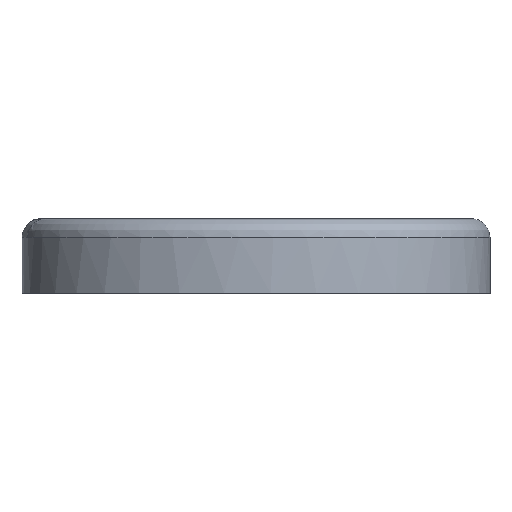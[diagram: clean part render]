
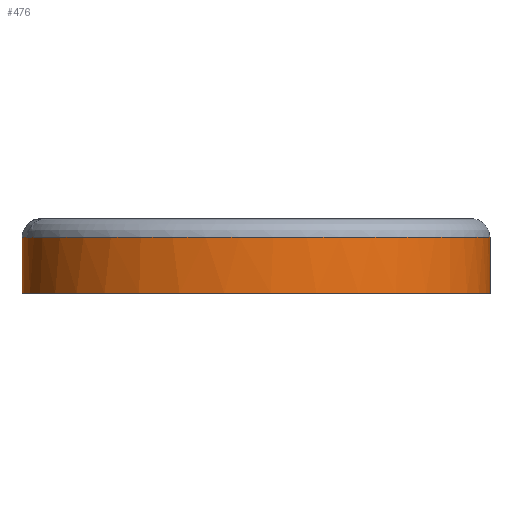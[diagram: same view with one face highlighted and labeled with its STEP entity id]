
A CAD part, front view. The second image highlights one B-rep face of the part: STEP entity #476.
In plain terms, the highlighted free-form (B-spline) face has degree [3, 1] with [4, 2] control points.
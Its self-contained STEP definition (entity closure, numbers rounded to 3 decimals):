
#15 = CARTESIAN_POINT ( 'NONE',  ( -11.224, -4.414, 3. ) ) ;
#21 = CARTESIAN_POINT ( 'NONE',  ( 12.143, -2.396, 3. ) ) ;
#28 = CARTESIAN_POINT ( 'NONE',  ( 10.733, -5.166, 3. ) ) ;
#33 = ORIENTED_EDGE ( 'NONE', *, *, #52, .T. ) ;
#35 = CARTESIAN_POINT ( 'NONE',  ( -10.411, -5.543, 3. ) ) ;
#44 = B_SPLINE_CURVE_WITH_KNOTS ( 'NONE', 3,
 ( #760, #479, #1137, #867, #666, #1150 ),
 .UNSPECIFIED., .F., .F.,
 ( 4, 2, 4 ),
 ( 0.034, 0.035, 0.036 ),
 .UNSPECIFIED. ) ;
#52 = EDGE_CURVE ( 'NONE', #791, #103, #533, .T. ) ;
#67 = EDGE_CURVE ( 'NONE', #422, #885, #44, .T. ) ;
#73 = CARTESIAN_POINT ( 'NONE',  ( -12.5, -20., 3. ) ) ;
#88 = CARTESIAN_POINT ( 'NONE',  ( 12.5, -20., 0. ) ) ;
#103 = VERTEX_POINT ( 'NONE', #755 ) ;
#108 = CARTESIAN_POINT ( 'NONE',  ( -2.349, -9.837, 3. ) ) ;
#123 = EDGE_CURVE ( 'NONE', #321, #103, #656, .T. ) ;
#132 = CARTESIAN_POINT ( 'NONE',  ( 12.035, -2.724, 3. ) ) ;
#166 = DIRECTION ( 'NONE',  ( 0., 0., -1. ) ) ;
#183 = CARTESIAN_POINT ( 'NONE',  ( -12.193, -2.201, 3. ) ) ;
#184 = ORIENTED_EDGE ( 'NONE', *, *, #1202, .T. ) ;
#188 = DIRECTION ( 'NONE',  ( 0., 0., -1. ) ) ;
#202 = ORIENTED_EDGE ( 'NONE', *, *, #1072, .T. ) ;
#204 = CARTESIAN_POINT ( 'NONE',  ( 9.316, -6.696, 3. ) ) ;
#214 = CARTESIAN_POINT ( 'NONE',  ( 11.777, -3.369, 3. ) ) ;
#222 = CARTESIAN_POINT ( 'NONE',  ( -5.678, -8.927, 3. ) ) ;
#272 = CARTESIAN_POINT ( 'NONE',  ( -12.5, 0., 3. ) ) ;
#287 = CARTESIAN_POINT ( 'NONE',  ( 2.47, -9.819, 3. ) ) ;
#306 = CARTESIAN_POINT ( 'NONE',  ( -9.215, -6.785, 3. ) ) ;
#315 = CARTESIAN_POINT ( 'NONE',  ( -1.668, -9.926, 3. ) ) ;
#321 = VERTEX_POINT ( 'NONE', #668 ) ;
#336 = B_SPLINE_CURVE_WITH_KNOTS ( 'NONE', 3,
 ( #588, #509, #607, #899, #410, #21, #132, #214, #491, #523, #28, #913, #204, #993, #880, #424, #393, #516, #417, #803, #1079, #287, #1160, #785, #598, #315, #108, #501, #710, #222, #890, #1170, #906, #306, #704, #35, #811, #979, #15, #1149, #1172, #183 ),
 .UNSPECIFIED., .F., .F.,
 ( 4, 2, 2, 2, 2, 2, 2, 2, 2, 2, 2, 2, 2, 2, 2, 2, 2, 2, 2, 2, 4 ),
 ( 0., 0.001, 0.002, 0.003, 0.004, 0.006, 0.008, 0.01, 0.013, 0.014, 0.015, 0.017, 0.019, 0.021, 0.023, 0.025, 0.027, 0.029, 0.03, 0.031, 0.034 ),
 .UNSPECIFIED. ) ;
#344 = CARTESIAN_POINT ( 'NONE',  ( 12.5, 0., 3. ) ) ;
#348 = CARTESIAN_POINT ( 'NONE',  ( -12.5, 0., 3. ) ) ;
#393 = CARTESIAN_POINT ( 'NONE',  ( 5.796, -8.878, 3. ) ) ;
#410 = CARTESIAN_POINT ( 'NONE',  ( 12.319, -1.729, 3. ) ) ;
#417 = CARTESIAN_POINT ( 'NONE',  ( 4.486, -9.338, 3. ) ) ;
#422 = VERTEX_POINT ( 'NONE', #452 ) ;
#424 = CARTESIAN_POINT ( 'NONE',  ( 6.427, -8.597, 3. ) ) ;
#452 = CARTESIAN_POINT ( 'NONE',  ( -12.193, -2.201, 3. ) ) ;
#453 = CARTESIAN_POINT ( 'NONE',  ( -12.5, 0., 0. ) ) ;
#464 = VECTOR ( 'NONE', #188, 1000. ) ;
#465 = CARTESIAN_POINT ( 'NONE',  ( -12.5, 0., 4. ) ) ;
#476 = ADVANCED_FACE ( 'NONE', ( #942 ), #788, .F. ) ;
#479 = CARTESIAN_POINT ( 'NONE',  ( -12.294, -1.843, 3. ) ) ;
#491 = CARTESIAN_POINT ( 'NONE',  ( 11.627, -3.687, 3. ) ) ;
#501 = CARTESIAN_POINT ( 'NONE',  ( -3.697, -9.569, 3. ) ) ;
#509 = CARTESIAN_POINT ( 'NONE',  ( 12.5, -0.35, 3. ) ) ;
#516 = CARTESIAN_POINT ( 'NONE',  ( 4.819, -9.232, 3. ) ) ;
#523 = CARTESIAN_POINT ( 'NONE',  ( 11.13, -4.6, 3. ) ) ;
#533 =( BOUNDED_CURVE ( )  B_SPLINE_CURVE ( 3, ( #956, #848, #88, #852 ),
 .UNSPECIFIED., .F., .T. ) 
 B_SPLINE_CURVE_WITH_KNOTS ( ( 4, 4 ),
 ( 3.142, 6.283 ),
 .UNSPECIFIED. ) 
 CURVE ( )  GEOMETRIC_REPRESENTATION_ITEM ( )  RATIONAL_B_SPLINE_CURVE ( ( 1., 0.333, 0.333, 1. ) ) 
 REPRESENTATION_ITEM ( '' )  );
#588 = CARTESIAN_POINT ( 'NONE',  ( 12.5, 0., 3. ) ) ;
#593 = ORIENTED_EDGE ( 'NONE', *, *, #123, .F. ) ;
#598 = CARTESIAN_POINT ( 'NONE',  ( -0.292, -10.013, 3. ) ) ;
#607 = CARTESIAN_POINT ( 'NONE',  ( 12.477, -0.7, 3. ) ) ;
#656 = LINE ( 'NONE', #1132, #1102 ) ;
#666 = CARTESIAN_POINT ( 'NONE',  ( -12.5, -0.374, 3. ) ) ;
#668 = CARTESIAN_POINT ( 'NONE',  ( 12.5, 0., 3. ) ) ;
#704 = CARTESIAN_POINT ( 'NONE',  ( -9.723, -6.316, 3. ) ) ;
#710 = CARTESIAN_POINT ( 'NONE',  ( -4.365, -9.388, 3. ) ) ;
#751 = CARTESIAN_POINT ( 'NONE',  ( 12.5, -20., 3. ) ) ;
#755 = CARTESIAN_POINT ( 'NONE',  ( 12.5, 0., 0. ) ) ;
#760 = CARTESIAN_POINT ( 'NONE',  ( -12.193, -2.201, 3. ) ) ;
#766 = ORIENTED_EDGE ( 'NONE', *, *, #67, .T. ) ;
#785 = CARTESIAN_POINT ( 'NONE',  ( 0.408, -10.01, 3. ) ) ;
#788 =( BOUNDED_SURFACE ( )  B_SPLINE_SURFACE ( 3, 1, ( 
 ( #348, #1113 ),
 ( #73, #1117 ),
 ( #751, #1128 ),
 ( #344, #849 ) ),
 .UNSPECIFIED., .F., .F., .T. ) 
 B_SPLINE_SURFACE_WITH_KNOTS ( ( 4, 4 ),
 ( 2, 2 ),
 ( 0., 1. ),
 ( 0., 1. ),
 .UNSPECIFIED. ) 
 GEOMETRIC_REPRESENTATION_ITEM ( )  RATIONAL_B_SPLINE_SURFACE ( (
 ( 1., 1.),
 ( 0.333, 0.333),
 ( 0.333, 0.333),
 ( 1., 1.) ) ) 
 REPRESENTATION_ITEM ( '' )  SURFACE ( )  );
#791 = VERTEX_POINT ( 'NONE', #453 ) ;
#803 = CARTESIAN_POINT ( 'NONE',  ( 3.818, -9.526, 3. ) ) ;
#811 = CARTESIAN_POINT ( 'NONE',  ( -10.628, -5.274, 3. ) ) ;
#848 = CARTESIAN_POINT ( 'NONE',  ( -12.5, -20., 0. ) ) ;
#849 = CARTESIAN_POINT ( 'NONE',  ( 12.5, 0., 0. ) ) ;
#852 = CARTESIAN_POINT ( 'NONE',  ( 12.5, 0., 0. ) ) ;
#867 = CARTESIAN_POINT ( 'NONE',  ( -12.474, -0.744, 3. ) ) ;
#880 = CARTESIAN_POINT ( 'NONE',  ( 7.642, -7.936, 3. ) ) ;
#885 = VERTEX_POINT ( 'NONE', #272 ) ;
#890 = CARTESIAN_POINT ( 'NONE',  ( -6.311, -8.652, 3. ) ) ;
#899 = CARTESIAN_POINT ( 'NONE',  ( 12.386, -1.39, 3. ) ) ;
#906 = CARTESIAN_POINT ( 'NONE',  ( -8.109, -7.635, 3. ) ) ;
#913 = CARTESIAN_POINT ( 'NONE',  ( 9.819, -6.221, 3. ) ) ;
#942 = FACE_OUTER_BOUND ( 'NONE', #1159, .T. ) ;
#956 = CARTESIAN_POINT ( 'NONE',  ( -12.5, 0., 0. ) ) ;
#979 = CARTESIAN_POINT ( 'NONE',  ( -11.035, -4.709, 3. ) ) ;
#993 = CARTESIAN_POINT ( 'NONE',  ( 8.229, -7.552, 3. ) ) ;
#1072 = EDGE_CURVE ( 'NONE', #321, #422, #336, .T. ) ;
#1079 = CARTESIAN_POINT ( 'NONE',  ( 3.482, -9.608, 3. ) ) ;
#1102 = VECTOR ( 'NONE', #166, 1000. ) ;
#1113 = CARTESIAN_POINT ( 'NONE',  ( -12.5, 0., 0. ) ) ;
#1117 = CARTESIAN_POINT ( 'NONE',  ( -12.5, -20., 0. ) ) ;
#1128 = CARTESIAN_POINT ( 'NONE',  ( 12.5, -20., 0. ) ) ;
#1132 = CARTESIAN_POINT ( 'NONE',  ( 12.5, 0., 4. ) ) ;
#1137 = CARTESIAN_POINT ( 'NONE',  ( -12.371, -1.478, 3. ) ) ;
#1149 = CARTESIAN_POINT ( 'NONE',  ( -11.734, -3.509, 3. ) ) ;
#1150 = CARTESIAN_POINT ( 'NONE',  ( -12.5, 0., 3. ) ) ;
#1159 = EDGE_LOOP ( 'NONE', ( #202, #766, #184, #33, #593 ) ) ;
#1160 = CARTESIAN_POINT ( 'NONE',  ( 1.787, -9.913, 3. ) ) ;
#1170 = CARTESIAN_POINT ( 'NONE',  ( -7.526, -8.006, 3. ) ) ;
#1172 = CARTESIAN_POINT ( 'NONE',  ( -12.004, -2.873, 3. ) ) ;
#1202 = EDGE_CURVE ( 'NONE', #885, #791, #1230, .T. ) ;
#1230 = LINE ( 'NONE', #465, #464 ) ;
